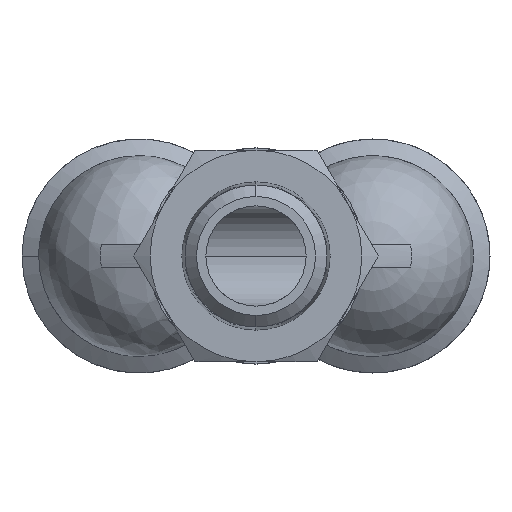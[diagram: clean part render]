
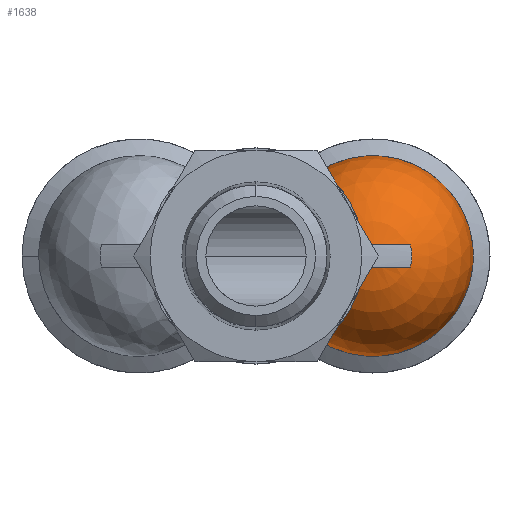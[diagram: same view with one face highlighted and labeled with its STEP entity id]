
A CAD part, front view. The second image highlights one B-rep face of the part: STEP entity #1638.
In plain terms, the highlighted spherical face has radius 9 mm.
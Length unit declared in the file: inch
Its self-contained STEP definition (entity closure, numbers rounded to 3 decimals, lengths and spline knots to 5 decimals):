
#7 = CARTESIAN_POINT ( 'NONE',  ( 0.41339, 0.75197, 0. ) ) ;
#29 = EDGE_LOOP ( 'NONE', ( #3682, #3933, #2467, #3831, #3865, #699, #2359, #2847, #3395 ) ) ;
#47 = VERTEX_POINT ( 'NONE', #733 ) ;
#61 = CARTESIAN_POINT ( 'NONE',  ( 0.54499, 0.42535, -0.03937 ) ) ;
#86 = CARTESIAN_POINT ( 'NONE',  ( 0.30509, 0.4526, -0.15611 ) ) ;
#136 = CARTESIAN_POINT ( 'NONE',  ( 0.31915, 0.4338, 0.12495 ) ) ;
#150 = CIRCLE ( 'NONE', #2459, 0.35214 ) ;
#297 = CARTESIAN_POINT ( 'NONE',  ( 0.54499, 0.42535, -0.03937 ) ) ;
#307 = EDGE_CURVE ( 'NONE', #1838, #1893, #2255, .T. ) ;
#390 = AXIS2_PLACEMENT_3D ( 'NONE', #7, #2162, #3779 ) ;
#415 = CARTESIAN_POINT ( 'NONE',  ( 0.28911, 0.47551, -0.18398 ) ) ;
#442 = VERTEX_POINT ( 'NONE', #1049 ) ;
#569 = CARTESIAN_POINT ( 'NONE',  ( 0.31456, 0.43979, 0.13602 ) ) ;
#642 = CARTESIAN_POINT ( 'NONE',  ( 0.55075, 0.42535, 0.01333 ) ) ;
#699 = ORIENTED_EDGE ( 'NONE', *, *, #307, .F. ) ;
#717 = EDGE_CURVE ( 'NONE', #47, #1843, #2615, .T. ) ;
#733 = CARTESIAN_POINT ( 'NONE',  ( 0.22981, 0.58661, 0.25398 ) ) ;
#736 = CARTESIAN_POINT ( 'NONE',  ( 0.33646, 0.41207, 0.06538 ) ) ;
#738 = CARTESIAN_POINT ( 'NONE',  ( 0.27222, 0.502, -0.20811 ) ) ;
#773 = CARTESIAN_POINT ( 'NONE',  ( 0.41339, 0.75197, 0.03937 ) ) ;
#810 = CARTESIAN_POINT ( 'NONE',  ( 0.22981, 0.58661, 0.25398 ) ) ;
#924 = CARTESIAN_POINT ( 'NONE',  ( 0.32721, 0.4235, 0.102 ) ) ;
#984 = B_SPLINE_CURVE_WITH_KNOTS ( 'NONE', 3,
 ( #2215, #2523, #642, #2853 ),
 .UNSPECIFIED., .F., .F.,
 ( 4, 4 ),
 ( 0., 1. ),
 .UNSPECIFIED. ) ;
#1044 = CARTESIAN_POINT ( 'NONE',  ( 0.25547, 0.53139, -0.22832 ) ) ;
#1049 = CARTESIAN_POINT ( 'NONE',  ( 0.34025, 0.40751, -0.03937 ) ) ;
#1076 = DIRECTION ( 'NONE',  ( -1., 0., 0. ) ) ;
#1112 = EDGE_CURVE ( 'NONE', #1893, #2085, #3035, .T. ) ;
#1122 = CARTESIAN_POINT ( 'NONE',  ( 0.20799, 0.64115, 0.26836 ) ) ;
#1210 = CIRCLE ( 'NONE', #2002, 0.35214 ) ;
#1277 = CARTESIAN_POINT ( 'NONE',  ( 0.16367, 0.75197, -0.25138 ) ) ;
#1320 = FACE_OUTER_BOUND ( 'NONE', #29, .T. ) ;
#1328 = SPHERICAL_SURFACE ( 'NONE', #1355, 0.35433 ) ;
#1355 = AXIS2_PLACEMENT_3D ( 'NONE', #3481, #3159, #3097 ) ;
#1376 = CARTESIAN_POINT ( 'NONE',  ( 0.23948, 0.56368, -0.245 ) ) ;
#1449 = CARTESIAN_POINT ( 'NONE',  ( 0.34025, 0.40751, 0.03937 ) ) ;
#1451 = CARTESIAN_POINT ( 'NONE',  ( 0.17431, 0.72535, 0.26195 ) ) ;
#1464 = CARTESIAN_POINT ( 'NONE',  ( 0.22981, 0.58661, -0.25398 ) ) ;
#1465 = CARTESIAN_POINT ( 'NONE',  ( 0.16367, 0.75197, 0.25138 ) ) ;
#1486 = CARTESIAN_POINT ( 'NONE',  ( 0.21905, 0.6135, -0.26372 ) ) ;
#1518 = CARTESIAN_POINT ( 'NONE',  ( 0.208, 0.64113, -0.26836 ) ) ;
#1555 = CARTESIAN_POINT ( 'NONE',  ( 0.16367, 0.75197, -0.25138 ) ) ;
#1556 = B_SPLINE_CURVE_WITH_KNOTS ( 'NONE', 3,
 ( #810, #2697, #1122, #3361, #1451, #3703 ),
 .UNSPECIFIED., .F., .F.,
 ( 4, 2, 4 ),
 ( 0., 0.0023, 0.00459 ),
 .UNSPECIFIED. ) ;
#1557 = CARTESIAN_POINT ( 'NONE',  ( 0.55075, 0.42535, 0. ) ) ;
#1589 = B_SPLINE_CURVE_WITH_KNOTS ( 'NONE', 3,
 ( #3277, #3602, #1689, #3949, #2010, #86, #2309, #415, #2626, #738, #2959, #1044, #3290, #1376, #3631, #1705 ),
 .UNSPECIFIED., .F., .F.,
 ( 4, 2, 2, 2, 2, 2, 2, 4 ),
 ( 0., 0.00199, 0.00299, 0.00398, 0.00498, 0.00598, 0.00697, 0.00797 ),
 .UNSPECIFIED. ) ;
#1596 = CARTESIAN_POINT ( 'NONE',  ( 0.54499, 0.42535, 0.03937 ) ) ;
#1634 = CARTESIAN_POINT ( 'NONE',  ( 0.18532, 0.69785, -0.26747 ) ) ;
#1638 = ADVANCED_FACE ( 'NONE', ( #1320 ), #1328, .T. ) ;
#1664 = CARTESIAN_POINT ( 'NONE',  ( 0.17431, 0.72535, -0.26195 ) ) ;
#1665 = CARTESIAN_POINT ( 'NONE',  ( 0.55075, 0.42535, -0.01333 ) ) ;
#1686 = EDGE_CURVE ( 'NONE', #2001, #442, #1210, .T. ) ;
#1689 = CARTESIAN_POINT ( 'NONE',  ( 0.33137, 0.41818, -0.09004 ) ) ;
#1699 = B_SPLINE_CURVE_WITH_KNOTS ( 'NONE', 3,
 ( #2897, #1665, #1984, #61 ),
 .UNSPECIFIED., .F., .F.,
 ( 4, 4 ),
 ( 0., 1. ),
 .UNSPECIFIED. ) ;
#1705 = CARTESIAN_POINT ( 'NONE',  ( 0.22981, 0.58661, -0.25398 ) ) ;
#1785 = VERTEX_POINT ( 'NONE', #1596 ) ;
#1834 = VERTEX_POINT ( 'NONE', #1557 ) ;
#1838 = VERTEX_POINT ( 'NONE', #1465 ) ;
#1843 = VERTEX_POINT ( 'NONE', #1449 ) ;
#1893 = VERTEX_POINT ( 'NONE', #1277 ) ;
#1969 = CARTESIAN_POINT ( 'NONE',  ( 0.30484, 0.45293, 0.15658 ) ) ;
#1984 = CARTESIAN_POINT ( 'NONE',  ( 0.54879, 0.42535, -0.02668 ) ) ;
#2001 = VERTEX_POINT ( 'NONE', #297 ) ;
#2002 = AXIS2_PLACEMENT_3D ( 'NONE', #2737, #2724, #2709 ) ;
#2010 = CARTESIAN_POINT ( 'NONE',  ( 0.31477, 0.43951, -0.13553 ) ) ;
#2085 = VERTEX_POINT ( 'NONE', #2726 ) ;
#2162 = DIRECTION ( 'NONE',  ( 0., 1., 0. ) ) ;
#2215 = CARTESIAN_POINT ( 'NONE',  ( 0.54499, 0.42535, 0.03937 ) ) ;
#2255 = CIRCLE ( 'NONE', #390, 0.35433 ) ;
#2309 = CARTESIAN_POINT ( 'NONE',  ( 0.29991, 0.4598, -0.16578 ) ) ;
#2359 = ORIENTED_EDGE ( 'NONE', *, *, #3063, .F. ) ;
#2459 = AXIS2_PLACEMENT_3D ( 'NONE', #773, #2997, #1076 ) ;
#2467 = ORIENTED_EDGE ( 'NONE', *, *, #1686, .T. ) ;
#2523 = CARTESIAN_POINT ( 'NONE',  ( 0.54879, 0.42535, 0.02666 ) ) ;
#2533 = CARTESIAN_POINT ( 'NONE',  ( 0.33873, 0.40933, 0.05249 ) ) ;
#2615 = B_SPLINE_CURVE_WITH_KNOTS ( 'NONE', 3,
 ( #3445, #3412, #3013, #2860, #2896, #2846, #3043, #3239, #1969, #569, #136, #924, #2944, #736, #2533, #3938 ),
 .UNSPECIFIED., .F., .F.,
 ( 4, 2, 2, 2, 2, 2, 2, 4 ),
 ( 0., 0.002, 0.003, 0.00399, 0.00499, 0.00599, 0.00699, 0.00799 ),
 .UNSPECIFIED. ) ;
#2626 = CARTESIAN_POINT ( 'NONE',  ( 0.28346, 0.48405, -0.19251 ) ) ;
#2697 = CARTESIAN_POINT ( 'NONE',  ( 0.21905, 0.6135, 0.26372 ) ) ;
#2709 = DIRECTION ( 'NONE',  ( -1., 0., 0. ) ) ;
#2724 = DIRECTION ( 'NONE',  ( 0., 0., -1. ) ) ;
#2726 = CARTESIAN_POINT ( 'NONE',  ( 0.22981, 0.58661, -0.25398 ) ) ;
#2737 = CARTESIAN_POINT ( 'NONE',  ( 0.41339, 0.75197, -0.03937 ) ) ;
#2803 = EDGE_CURVE ( 'NONE', #1834, #2001, #1699, .T. ) ;
#2846 = CARTESIAN_POINT ( 'NONE',  ( 0.28341, 0.48412, 0.19259 ) ) ;
#2847 = ORIENTED_EDGE ( 'NONE', *, *, #717, .T. ) ;
#2853 = CARTESIAN_POINT ( 'NONE',  ( 0.55075, 0.42535, 0. ) ) ;
#2855 = EDGE_CURVE ( 'NONE', #442, #2085, #1589, .T. ) ;
#2860 = CARTESIAN_POINT ( 'NONE',  ( 0.2664, 0.51178, 0.21547 ) ) ;
#2896 = CARTESIAN_POINT ( 'NONE',  ( 0.27211, 0.50218, 0.20825 ) ) ;
#2897 = CARTESIAN_POINT ( 'NONE',  ( 0.55075, 0.42535, 0. ) ) ;
#2944 = CARTESIAN_POINT ( 'NONE',  ( 0.3307, 0.41915, 0.09009 ) ) ;
#2951 = EDGE_CURVE ( 'NONE', #1843, #1785, #150, .T. ) ;
#2959 = CARTESIAN_POINT ( 'NONE',  ( 0.26658, 0.51146, -0.21524 ) ) ;
#2997 = DIRECTION ( 'NONE',  ( 0., 0., 1. ) ) ;
#3013 = CARTESIAN_POINT ( 'NONE',  ( 0.24975, 0.54167, 0.23503 ) ) ;
#3035 = B_SPLINE_CURVE_WITH_KNOTS ( 'NONE', 3,
 ( #1555, #1664, #1634, #1518, #1486, #1464 ),
 .UNSPECIFIED., .F., .F.,
 ( 4, 2, 4 ),
 ( 0., 0.0023, 0.00459 ),
 .UNSPECIFIED. ) ;
#3043 = CARTESIAN_POINT ( 'NONE',  ( 0.28897, 0.47572, 0.18419 ) ) ;
#3063 = EDGE_CURVE ( 'NONE', #47, #1838, #1556, .T. ) ;
#3097 = DIRECTION ( 'NONE',  ( -1., 0., 0. ) ) ;
#3159 = DIRECTION ( 'NONE',  ( 0., 1., 0. ) ) ;
#3239 = CARTESIAN_POINT ( 'NONE',  ( 0.29968, 0.46012, 0.16619 ) ) ;
#3277 = CARTESIAN_POINT ( 'NONE',  ( 0.34025, 0.40751, -0.03937 ) ) ;
#3290 = CARTESIAN_POINT ( 'NONE',  ( 0.24997, 0.54189, -0.23429 ) ) ;
#3361 = CARTESIAN_POINT ( 'NONE',  ( 0.18531, 0.69787, 0.26746 ) ) ;
#3395 = ORIENTED_EDGE ( 'NONE', *, *, #2951, .T. ) ;
#3412 = CARTESIAN_POINT ( 'NONE',  ( 0.23915, 0.56326, 0.24553 ) ) ;
#3445 = CARTESIAN_POINT ( 'NONE',  ( 0.22981, 0.58661, 0.25398 ) ) ;
#3481 = CARTESIAN_POINT ( 'NONE',  ( 0.41339, 0.75197, 0. ) ) ;
#3602 = CARTESIAN_POINT ( 'NONE',  ( 0.33722, 0.41115, -0.06555 ) ) ;
#3631 = CARTESIAN_POINT ( 'NONE',  ( 0.23447, 0.57495, -0.24976 ) ) ;
#3682 = ORIENTED_EDGE ( 'NONE', *, *, #4010, .T. ) ;
#3703 = CARTESIAN_POINT ( 'NONE',  ( 0.16367, 0.75197, 0.25138 ) ) ;
#3779 = DIRECTION ( 'NONE',  ( -1., 0., 0. ) ) ;
#3831 = ORIENTED_EDGE ( 'NONE', *, *, #2855, .T. ) ;
#3865 = ORIENTED_EDGE ( 'NONE', *, *, #1112, .F. ) ;
#3933 = ORIENTED_EDGE ( 'NONE', *, *, #2803, .T. ) ;
#3938 = CARTESIAN_POINT ( 'NONE',  ( 0.34025, 0.40751, 0.03937 ) ) ;
#3949 = CARTESIAN_POINT ( 'NONE',  ( 0.31931, 0.43359, -0.12453 ) ) ;
#4010 = EDGE_CURVE ( 'NONE', #1785, #1834, #984, .T. ) ;
